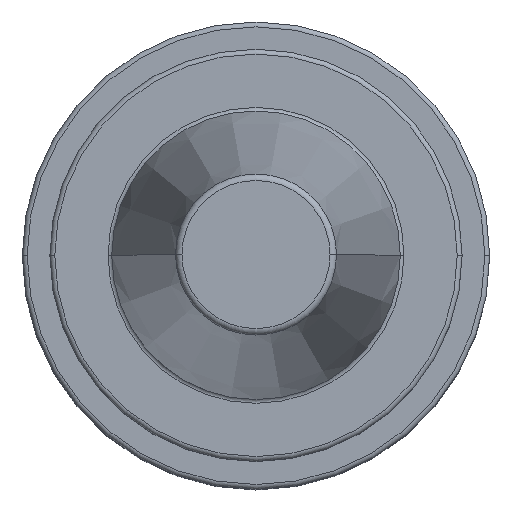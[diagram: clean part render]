
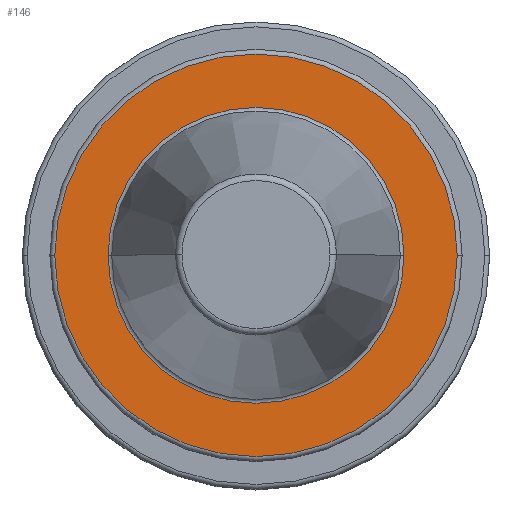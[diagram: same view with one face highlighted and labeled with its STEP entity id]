
A CAD part, top view. The second image highlights one B-rep face of the part: STEP entity #146.
In plain terms, the highlighted planar face has unit normal (0, 0, 1).
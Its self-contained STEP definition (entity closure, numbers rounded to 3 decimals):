
#35=FACE_BOUND('',#259,.T.);
#36=FACE_BOUND('',#260,.T.);
#46=PLANE('',#821);
#146=ADVANCED_FACE('',(#35,#36),#46,.T.);
#259=EDGE_LOOP('',(#395,#396));
#260=EDGE_LOOP('',(#397,#398));
#395=ORIENTED_EDGE('',*,*,#589,.T.);
#396=ORIENTED_EDGE('',*,*,#611,.T.);
#397=ORIENTED_EDGE('',*,*,#610,.F.);
#398=ORIENTED_EDGE('',*,*,#592,.F.);
#519=VERTEX_POINT('',#1256);
#520=VERTEX_POINT('',#1258);
#521=VERTEX_POINT('',#1262);
#522=VERTEX_POINT('',#1264);
#589=EDGE_CURVE('',#520,#519,#669,.T.);
#592=EDGE_CURVE('',#521,#522,#672,.T.);
#610=EDGE_CURVE('',#522,#521,#684,.T.);
#611=EDGE_CURVE('',#519,#520,#685,.T.);
#669=CIRCLE('',#792,31.);
#672=CIRCLE('',#796,22.79);
#684=CIRCLE('',#818,22.79);
#685=CIRCLE('',#820,31.);
#792=AXIS2_PLACEMENT_3D('',#1257,#997,#998);
#796=AXIS2_PLACEMENT_3D('',#1263,#1005,#1006);
#818=AXIS2_PLACEMENT_3D('',#1300,#1055,#1056);
#820=AXIS2_PLACEMENT_3D('',#1302,#1059,#1060);
#821=AXIS2_PLACEMENT_3D('',#1303,#1061,#1062);
#997=DIRECTION('',(0.,0.,1.));
#998=DIRECTION('',(1.,0.,0.));
#1005=DIRECTION('',(0.,0.,1.));
#1006=DIRECTION('',(1.,0.,0.));
#1055=DIRECTION('',(0.,0.,1.));
#1056=DIRECTION('',(1.,0.,0.));
#1059=DIRECTION('',(0.,0.,1.));
#1060=DIRECTION('',(1.,0.,0.));
#1061=DIRECTION('',(0.,0.,1.));
#1062=DIRECTION('',(-1.,0.,0.));
#1256=CARTESIAN_POINT('',(-31.,0.,-3.2));
#1257=CARTESIAN_POINT('',(0.,0.,-3.2));
#1258=CARTESIAN_POINT('',(31.,0.,-3.2));
#1262=CARTESIAN_POINT('',(-22.79,0.,-3.2));
#1263=CARTESIAN_POINT('',(0.,0.,-3.2));
#1264=CARTESIAN_POINT('',(22.79,0.,-3.2));
#1300=CARTESIAN_POINT('',(0.,0.,-3.2));
#1302=CARTESIAN_POINT('',(0.,0.,-3.2));
#1303=CARTESIAN_POINT('',(0.,22.79,-3.2));
